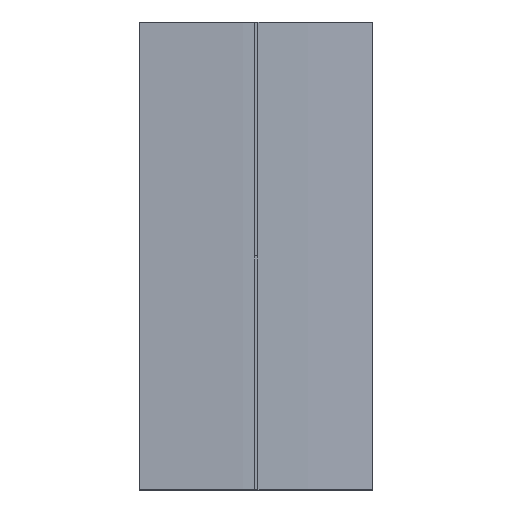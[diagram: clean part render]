
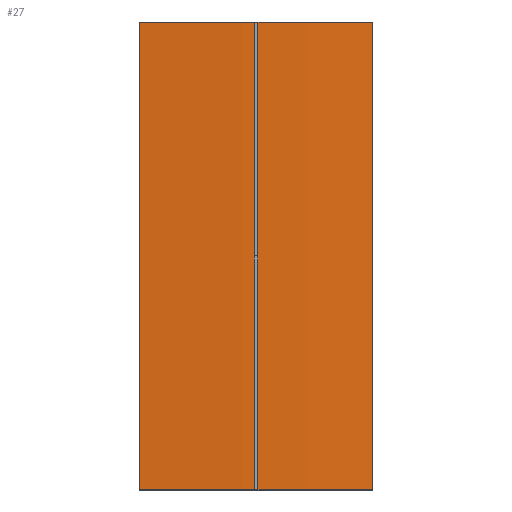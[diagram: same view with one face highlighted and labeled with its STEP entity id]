
A CAD part, top view. The second image highlights one B-rep face of the part: STEP entity #27.
In plain terms, the highlighted cylindrical face has radius 795.02 mm (diameter 1590.04 mm), a partial arc.
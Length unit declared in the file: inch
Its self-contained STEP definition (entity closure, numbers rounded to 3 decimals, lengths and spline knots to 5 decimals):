
#11=CYLINDRICAL_SURFACE('',#329,31.3);
#27=ADVANCED_FACE('',(#43),#11,.T.);
#43=FACE_OUTER_BOUND('',#59,.T.);
#59=EDGE_LOOP('',(#105,#106,#107,#108));
#105=ORIENTED_EDGE('',*,*,#149,.T.);
#106=ORIENTED_EDGE('',*,*,#150,.T.);
#107=ORIENTED_EDGE('',*,*,#151,.F.);
#108=ORIENTED_EDGE('',*,*,#152,.F.);
#149=EDGE_CURVE('',#205,#206,#181,.T.);
#150=EDGE_CURVE('',#206,#207,#182,.T.);
#151=EDGE_CURVE('',#208,#207,#183,.T.);
#152=EDGE_CURVE('',#205,#208,#184,.T.);
#181=B_SPLINE_CURVE_WITH_KNOTS('',3,(#454,#455,#456,#457,#458),
 .UNSPECIFIED.,.F.,.F.,(4,1,4),(258.09596,260.59796,263.09996),
 .UNSPECIFIED.);
#182=B_SPLINE_CURVE_WITH_KNOTS('',1,(#459,#460),.UNSPECIFIED.,.F.,.F.,(2,
2),(0.,6.),.UNSPECIFIED.);
#183=B_SPLINE_CURVE_WITH_KNOTS('',3,(#461,#462,#463,#464,#465),
 .UNSPECIFIED.,.F.,.F.,(4,1,4),(258.09596,260.59796,263.09996),
 .UNSPECIFIED.);
#184=B_SPLINE_CURVE_WITH_KNOTS('',1,(#466,#467),.UNSPECIFIED.,.F.,.F.,(2,
2),(0.,6.),.UNSPECIFIED.);
#205=VERTEX_POINT('',#446);
#206=VERTEX_POINT('',#447);
#207=VERTEX_POINT('',#448);
#208=VERTEX_POINT('',#449);
#329=AXIS2_PLACEMENT_3D('',#440,#348,$);
#348=DIRECTION('',(0.,1.,0.));
#440=CARTESIAN_POINT('',(2.5,5.,-31.2));
#446=CARTESIAN_POINT('',(0.,0.,0.));
#447=CARTESIAN_POINT('',(5.,0.,0.));
#448=CARTESIAN_POINT('',(5.,10.,0.));
#449=CARTESIAN_POINT('',(0.,10.,0.));
#454=CARTESIAN_POINT('',(0.,0.,0.));
#455=CARTESIAN_POINT('',(0.83134,0.,0.06651));
#456=CARTESIAN_POINT('',(2.5,0.,0.13349));
#457=CARTESIAN_POINT('',(4.16866,0.,0.06651));
#458=CARTESIAN_POINT('',(5.,0.,0.));
#459=CARTESIAN_POINT('',(5.,0.,0.));
#460=CARTESIAN_POINT('',(5.,10.,0.));
#461=CARTESIAN_POINT('',(0.,10.,0.));
#462=CARTESIAN_POINT('',(0.83134,10.,0.06651));
#463=CARTESIAN_POINT('',(2.5,10.,0.13349));
#464=CARTESIAN_POINT('',(4.16866,10.,0.06651));
#465=CARTESIAN_POINT('',(5.,10.,0.));
#466=CARTESIAN_POINT('',(0.,0.,0.));
#467=CARTESIAN_POINT('',(0.,10.,0.));
